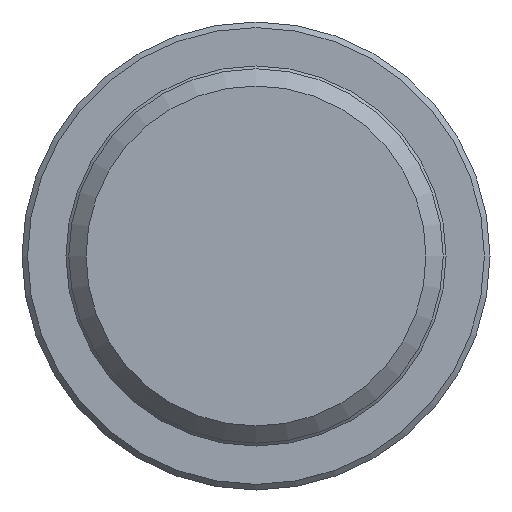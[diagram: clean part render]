
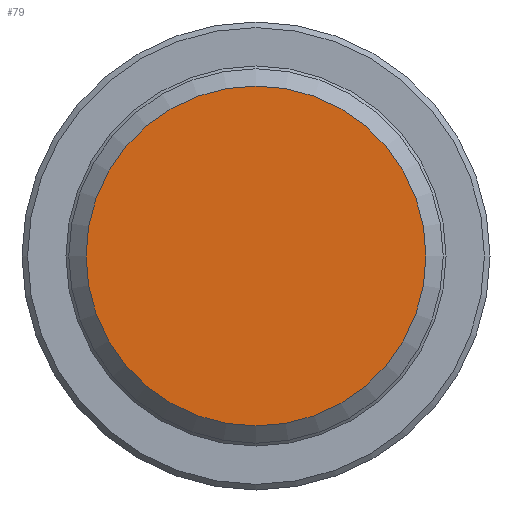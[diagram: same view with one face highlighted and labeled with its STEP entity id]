
A CAD part, front view. The second image highlights one B-rep face of the part: STEP entity #79.
In plain terms, the highlighted planar face has unit normal (0, -1, 0).
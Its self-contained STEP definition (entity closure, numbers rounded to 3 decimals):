
#79 = ADVANCED_FACE( '', ( #182 ), #183, .F. );
#182 = FACE_OUTER_BOUND( '', #304, .T. );
#183 = PLANE( '', #305 );
#304 = EDGE_LOOP( '', ( #456 ) );
#305 = AXIS2_PLACEMENT_3D( '', #457, #458, #459 );
#456 = ORIENTED_EDGE( '', *, *, #688, .T. );
#457 = CARTESIAN_POINT( '', ( 9.08, -14., 0. ) );
#458 = DIRECTION( '', ( 0., 1., 0. ) );
#459 = DIRECTION( '', ( 0., 0., 1. ) );
#688 = EDGE_CURVE( '', #809, #809, #810, .T. );
#809 = VERTEX_POINT( '', #966 );
#810 = CIRCLE( '', #967, 9.08 );
#966 = CARTESIAN_POINT( '', ( 0., -14., -9.08 ) );
#967 = AXIS2_PLACEMENT_3D( '', #1159, #1160, #1161 );
#1159 = CARTESIAN_POINT( '', ( 0., -14., 0. ) );
#1160 = DIRECTION( '', ( 0., -1., 0. ) );
#1161 = DIRECTION( '', ( 0., 0., -1. ) );
